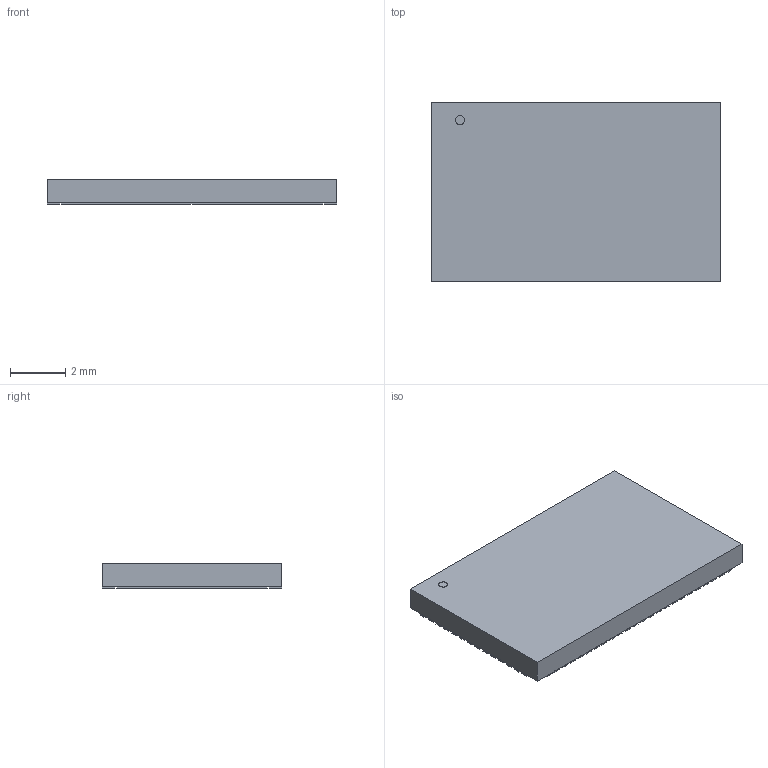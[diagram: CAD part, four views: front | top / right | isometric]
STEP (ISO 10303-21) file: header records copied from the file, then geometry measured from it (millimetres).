
FILE_DESCRIPTION(('STEP AP214'),'1');
FILE_NAME('QFN76_10P5X6P5_TRI','2021-11-10T03:37:18',(''),(''),'','','');
FILE_SCHEMA(('AUTOMOTIVE_DESIGN'));
Length unit declared in the file: millimetre
Products named in the file (1): product
Bounding box: 10.49 x 6.5 x 0.89 mm (x, y, z)
Volume: 59.9 mm3; surface area: 279.3 mm2
Topology: 79 solids, 79 shells, 471 faces, 939 edges, 626 vertices
Faces by surface type: plane 470, cylinder 1
Full cylindrical faces by diameter (mm): 0.325 x1
Entity records: 11344 total; most frequent: DIRECTION 1886, ORIENTED_EDGE 1876, CARTESIAN_POINT 1101, EDGE_CURVE 938, LINE 936, VECTOR 936, VERTEX_POINT 626, AXIS2_PLACEMENT_3D 475
